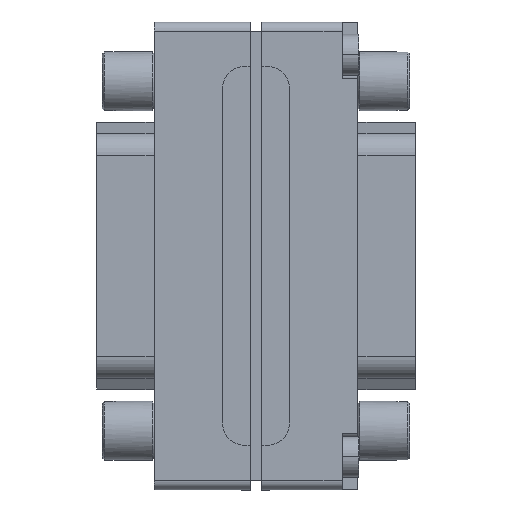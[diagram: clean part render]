
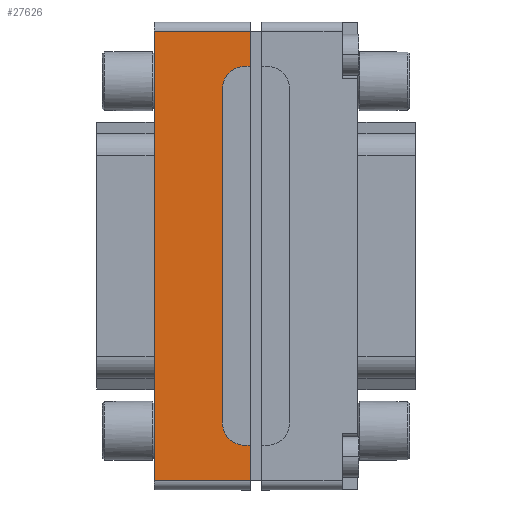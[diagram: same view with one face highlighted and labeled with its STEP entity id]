
A CAD part, top view. The second image highlights one B-rep face of the part: STEP entity #27626.
In plain terms, the highlighted planar face has unit normal (0, 0, 1).
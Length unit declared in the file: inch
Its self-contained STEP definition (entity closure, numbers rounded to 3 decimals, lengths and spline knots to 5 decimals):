
#620 = VECTOR ( 'NONE', #14833, 39.37008 ) ;
#867 = DIRECTION ( 'NONE',  ( -1., 0., 0. ) ) ;
#1241 = DIRECTION ( 'NONE',  ( 0., 0., -1. ) ) ;
#1338 = CARTESIAN_POINT ( 'NONE',  ( -0.031, 1.0125, 0.465 ) ) ;
#1942 = CARTESIAN_POINT ( 'NONE',  ( -0.06, -0.8925, 0.465 ) ) ;
#2234 = VECTOR ( 'NONE', #25167, 39.37008 ) ;
#2576 = ORIENTED_EDGE ( 'NONE', *, *, #6944, .T. ) ;
#2606 = LINE ( 'NONE', #26108, #24438 ) ;
#2660 = EDGE_CURVE ( 'NONE', #3736, #30321, #8662, .T. ) ;
#2841 = CARTESIAN_POINT ( 'NONE',  ( 0.545, -1.2, 0.465 ) ) ;
#3011 = VECTOR ( 'NONE', #25608, 39.37008 ) ;
#3208 = CARTESIAN_POINT ( 'NONE',  ( 0.545, 1.2, 0.465 ) ) ;
#3426 = EDGE_CURVE ( 'NONE', #21467, #3528, #2606, .T. ) ;
#3431 = FACE_OUTER_BOUND ( 'NONE', #28028, .T. ) ;
#3528 = VERTEX_POINT ( 'NONE', #29697 ) ;
#3641 = EDGE_CURVE ( 'NONE', #30321, #14914, #4506, .T. ) ;
#3736 = VERTEX_POINT ( 'NONE', #14383 ) ;
#3953 = AXIS2_PLACEMENT_3D ( 'NONE', #10451, #1241, #5610 ) ;
#4506 = CIRCLE ( 'NONE', #12491, 0.12 ) ;
#4623 = VECTOR ( 'NONE', #4835, 39.37008 ) ;
#4835 = DIRECTION ( 'NONE',  ( 1., 0., 0. ) ) ;
#5243 = DIRECTION ( 'NONE',  ( -1., 0., 0. ) ) ;
#5301 = EDGE_CURVE ( 'NONE', #24330, #24999, #23371, .T. ) ;
#5610 = DIRECTION ( 'NONE',  ( -1., 0., 0. ) ) ;
#6070 = PLANE ( 'NONE',  #3953 ) ;
#6591 = CARTESIAN_POINT ( 'NONE',  ( -0.031, 1.25, 0.465 ) ) ;
#6673 = CIRCLE ( 'NONE', #10642, 0.12 ) ;
#6944 = EDGE_CURVE ( 'NONE', #17035, #26464, #7888, .T. ) ;
#7007 = VECTOR ( 'NONE', #7998, 39.37008 ) ;
#7161 = ORIENTED_EDGE ( 'NONE', *, *, #3641, .F. ) ;
#7832 = LINE ( 'NONE', #12648, #620 ) ;
#7888 = LINE ( 'NONE', #3208, #27209 ) ;
#7998 = DIRECTION ( 'NONE',  ( 0., -1., 0. ) ) ;
#8163 = ORIENTED_EDGE ( 'NONE', *, *, #28230, .F. ) ;
#8193 = CARTESIAN_POINT ( 'NONE',  ( -0.18, -0.8925, 0.465 ) ) ;
#8662 = LINE ( 'NONE', #18308, #3011 ) ;
#9816 = DIRECTION ( 'NONE',  ( -1., 0., 0. ) ) ;
#9845 = EDGE_CURVE ( 'NONE', #17035, #21467, #27941, .T. ) ;
#10451 = CARTESIAN_POINT ( 'NONE',  ( 0.545, -1.25, 0.465 ) ) ;
#10642 = AXIS2_PLACEMENT_3D ( 'NONE', #15351, #22529, #9816 ) ;
#10893 = CARTESIAN_POINT ( 'NONE',  ( -0.545, -1.2, 0.465 ) ) ;
#10997 = CARTESIAN_POINT ( 'NONE',  ( -0.06, -1.0125, 0.465 ) ) ;
#11245 = LINE ( 'NONE', #20913, #26867 ) ;
#12491 = AXIS2_PLACEMENT_3D ( 'NONE', #1942, #18614, #28117 ) ;
#12648 = CARTESIAN_POINT ( 'NONE',  ( -0.545, -1.25, 0.465 ) ) ;
#14383 = CARTESIAN_POINT ( 'NONE',  ( -0.18, 0.8925, 0.465 ) ) ;
#14759 = EDGE_CURVE ( 'NONE', #3528, #3736, #6673, .T. ) ;
#14833 = DIRECTION ( 'NONE',  ( 0., -1., 0. ) ) ;
#14914 = VERTEX_POINT ( 'NONE', #26068 ) ;
#15351 = CARTESIAN_POINT ( 'NONE',  ( -0.06, 0.8925, 0.465 ) ) ;
#16605 = EDGE_CURVE ( 'NONE', #14914, #29763, #27517, .T. ) ;
#17035 = VERTEX_POINT ( 'NONE', #18060 ) ;
#17965 = ORIENTED_EDGE ( 'NONE', *, *, #22368, .T. ) ;
#18060 = CARTESIAN_POINT ( 'NONE',  ( -0.031, 1.2, 0.465 ) ) ;
#18308 = CARTESIAN_POINT ( 'NONE',  ( -0.18, 0.8925, 0.465 ) ) ;
#18614 = DIRECTION ( 'NONE',  ( 0., 0., 1. ) ) ;
#19047 = CARTESIAN_POINT ( 'NONE',  ( -0.031, -1.2, 0.465 ) ) ;
#19339 = ORIENTED_EDGE ( 'NONE', *, *, #9845, .F. ) ;
#19578 = ORIENTED_EDGE ( 'NONE', *, *, #3426, .F. ) ;
#20913 = CARTESIAN_POINT ( 'NONE',  ( -0.031, 1.25, 0.465 ) ) ;
#21467 = VERTEX_POINT ( 'NONE', #1338 ) ;
#21586 = ORIENTED_EDGE ( 'NONE', *, *, #14759, .F. ) ;
#22368 = EDGE_CURVE ( 'NONE', #26464, #24330, #7832, .T. ) ;
#22529 = DIRECTION ( 'NONE',  ( 0., 0., 1. ) ) ;
#23371 = LINE ( 'NONE', #2841, #4623 ) ;
#23402 = CARTESIAN_POINT ( 'NONE',  ( -0.545, 1.2, 0.465 ) ) ;
#24330 = VERTEX_POINT ( 'NONE', #10893 ) ;
#24438 = VECTOR ( 'NONE', #5243, 39.37008 ) ;
#24999 = VERTEX_POINT ( 'NONE', #19047 ) ;
#25167 = DIRECTION ( 'NONE',  ( 1., 0., 0. ) ) ;
#25608 = DIRECTION ( 'NONE',  ( 0., -1., 0. ) ) ;
#26068 = CARTESIAN_POINT ( 'NONE',  ( -0.06, -1.0125, 0.465 ) ) ;
#26108 = CARTESIAN_POINT ( 'NONE',  ( -0.06, 1.0125, 0.465 ) ) ;
#26132 = CARTESIAN_POINT ( 'NONE',  ( -0.031, -1.0125, 0.465 ) ) ;
#26464 = VERTEX_POINT ( 'NONE', #23402 ) ;
#26867 = VECTOR ( 'NONE', #28071, 39.37008 ) ;
#27209 = VECTOR ( 'NONE', #867, 39.37008 ) ;
#27517 = LINE ( 'NONE', #10997, #2234 ) ;
#27626 = ADVANCED_FACE ( 'NONE', ( #3431 ), #6070, .F. ) ;
#27941 = LINE ( 'NONE', #6591, #7007 ) ;
#28028 = EDGE_LOOP ( 'NONE', ( #19339, #2576, #17965, #29224, #8163, #30245, #7161, #30674, #21586, #19578 ) ) ;
#28071 = DIRECTION ( 'NONE',  ( 0., -1., 0. ) ) ;
#28117 = DIRECTION ( 'NONE',  ( -1., 0., 0. ) ) ;
#28230 = EDGE_CURVE ( 'NONE', #29763, #24999, #11245, .T. ) ;
#29224 = ORIENTED_EDGE ( 'NONE', *, *, #5301, .T. ) ;
#29697 = CARTESIAN_POINT ( 'NONE',  ( -0.06, 1.0125, 0.465 ) ) ;
#29763 = VERTEX_POINT ( 'NONE', #26132 ) ;
#30245 = ORIENTED_EDGE ( 'NONE', *, *, #16605, .F. ) ;
#30321 = VERTEX_POINT ( 'NONE', #8193 ) ;
#30674 = ORIENTED_EDGE ( 'NONE', *, *, #2660, .F. ) ;
